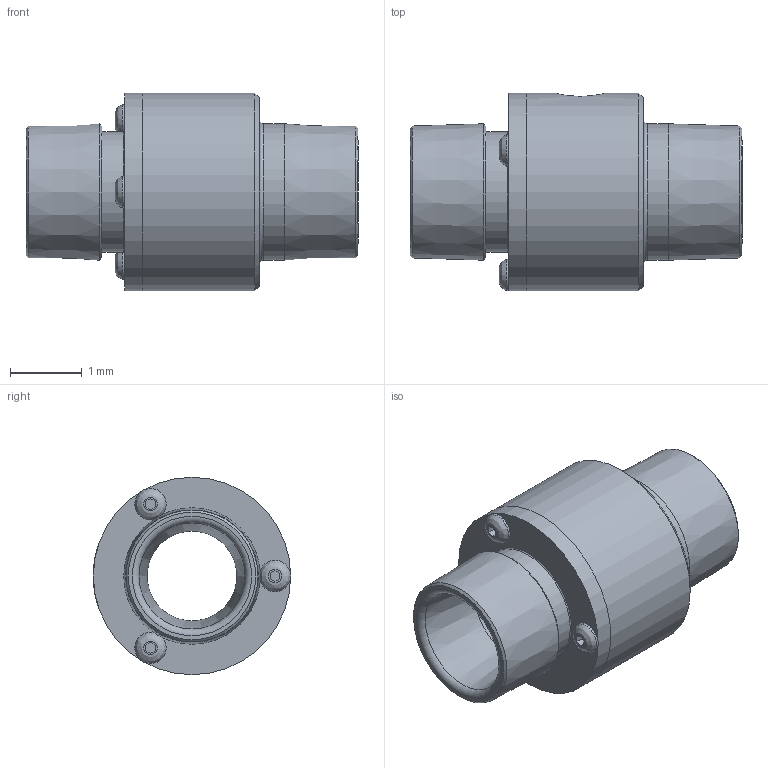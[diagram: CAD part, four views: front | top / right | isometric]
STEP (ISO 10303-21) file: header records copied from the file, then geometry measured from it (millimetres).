
FILE_DESCRIPTION((''),'2;1');
FILE_NAME('140150-3D.stp','2008-11-04T15:46:07',('andrew steele'),(''),'Autodesk Inventor 2009','Autodesk Inventor 2009','');
FILE_SCHEMA(('AUTOMOTIVE_DESIGN { 1 0 10303 214 1 1 1 1 }'));
Length unit declared in the file: millimetre
Products named in the file (6): 140150-3D; 140150-3D1; 140150-3D2; 140150-3D3; 140150-3D4; 140150-3D5
Assembly tree (5 placements, depth 2):
  140150-3D
    140150-3D1
    140150-3D2
    140150-3D3
    140150-3D4
    140150-3D5
Bounding box: 4.62 x 2.75 x 2.75 mm (x, y, z)
Volume: 12.3 mm3; surface area: 76.7 mm2
Topology: 5 solids, 5 shells, 84 faces, 175 edges, 111 vertices
Faces by surface type: bspline 44, cylinder 15, cone 13, plane 10, torus 2
Full cylindrical faces by diameter (mm): 0.25 x3, 0.281 x3, 0.594 x1, 1.25 x2, 1.68 x1, 1.9 x3, 2.75 x2
Entity records: 2505 total; most frequent: CARTESIAN_POINT 862, DIRECTION 280, ORIENTED_EDGE 244, EDGE_LOOP 150, EDGE_CURVE 122, AXIS2_PLACEMENT_3D 113, VERTEX_POINT 102, FACE_OUTER_BOUND 84
